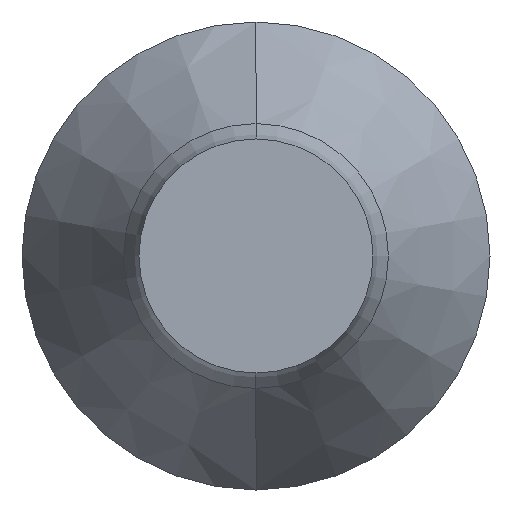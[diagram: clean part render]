
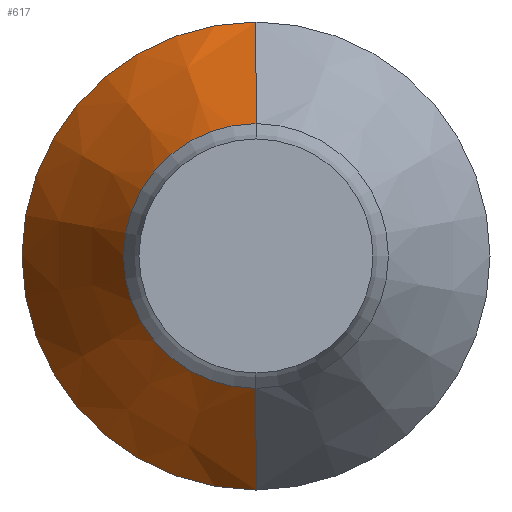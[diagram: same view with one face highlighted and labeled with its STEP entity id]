
A CAD part, left-side view. The second image highlights one B-rep face of the part: STEP entity #617.
In plain terms, the highlighted conical face has half-angle 29.369 degrees and reference radius 15 mm.
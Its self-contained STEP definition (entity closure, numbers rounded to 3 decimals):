
#82 = LINE ( 'NONE', #929, #235 ) ;
#147 = CARTESIAN_POINT ( 'NONE',  ( 53.873, 0., 0. ) ) ;
#184 = VERTEX_POINT ( 'NONE', #1218 ) ;
#188 = CARTESIAN_POINT ( 'NONE',  ( 53.873, 0., -8.485 ) ) ;
#217 = DIRECTION ( 'NONE',  ( 0., 0., 1. ) ) ;
#235 = VECTOR ( 'NONE', #887, 1000. ) ;
#251 = EDGE_LOOP ( 'NONE', ( #732, #769, #793, #854 ) ) ;
#254 = AXIS2_PLACEMENT_3D ( 'NONE', #1146, #1199, #404 ) ;
#310 = AXIS2_PLACEMENT_3D ( 'NONE', #147, #582, #217 ) ;
#349 = AXIS2_PLACEMENT_3D ( 'NONE', #759, #1157, #566 ) ;
#387 = FACE_OUTER_BOUND ( 'NONE', #251, .T. ) ;
#404 = DIRECTION ( 'NONE',  ( 0., 0., -1. ) ) ;
#412 = CARTESIAN_POINT ( 'NONE',  ( 53.873, 0., 8.485 ) ) ;
#486 = EDGE_CURVE ( 'NONE', #499, #677, #766, .T. ) ;
#491 = VECTOR ( 'NONE', #842, 1000. ) ;
#499 = VERTEX_POINT ( 'NONE', #188 ) ;
#500 = CARTESIAN_POINT ( 'NONE',  ( 65.45, 0., -15. ) ) ;
#528 = VERTEX_POINT ( 'NONE', #412 ) ;
#566 = DIRECTION ( 'NONE',  ( 0., 0., 1. ) ) ;
#582 = DIRECTION ( 'NONE',  ( -1., 0., 0. ) ) ;
#583 = EDGE_CURVE ( 'NONE', #528, #184, #82, .T. ) ;
#616 = EDGE_CURVE ( 'NONE', #528, #499, #976, .T. ) ;
#617 = ADVANCED_FACE ( 'NONE', ( #387 ), #640, .T. ) ;
#620 = CARTESIAN_POINT ( 'NONE',  ( 65.45, 0., -15. ) ) ;
#640 = CONICAL_SURFACE ( 'NONE', #254, 15., 0.513 ) ;
#662 = CIRCLE ( 'NONE', #349, 15. ) ;
#677 = VERTEX_POINT ( 'NONE', #500 ) ;
#732 = ORIENTED_EDGE ( 'NONE', *, *, #616, .F. ) ;
#759 = CARTESIAN_POINT ( 'NONE',  ( 65.45, 0., 0. ) ) ;
#766 = LINE ( 'NONE', #620, #491 ) ;
#769 = ORIENTED_EDGE ( 'NONE', *, *, #583, .T. ) ;
#793 = ORIENTED_EDGE ( 'NONE', *, *, #1215, .T. ) ;
#842 = DIRECTION ( 'NONE',  ( 0.871, 0., -0.49 ) ) ;
#854 = ORIENTED_EDGE ( 'NONE', *, *, #486, .F. ) ;
#887 = DIRECTION ( 'NONE',  ( 0.871, 0., 0.49 ) ) ;
#929 = CARTESIAN_POINT ( 'NONE',  ( 65.45, 0., 15. ) ) ;
#976 = CIRCLE ( 'NONE', #310, 8.485 ) ;
#1146 = CARTESIAN_POINT ( 'NONE',  ( 65.45, 0., 0. ) ) ;
#1157 = DIRECTION ( 'NONE',  ( -1., 0., 0. ) ) ;
#1199 = DIRECTION ( 'NONE',  ( 1., 0., 0. ) ) ;
#1215 = EDGE_CURVE ( 'NONE', #184, #677, #662, .T. ) ;
#1218 = CARTESIAN_POINT ( 'NONE',  ( 65.45, 0., 15. ) ) ;
